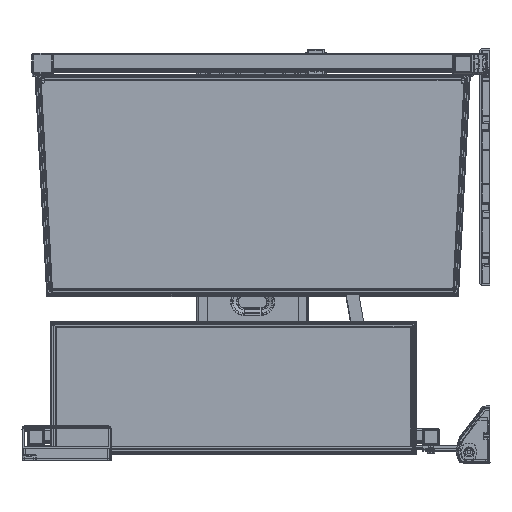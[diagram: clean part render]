
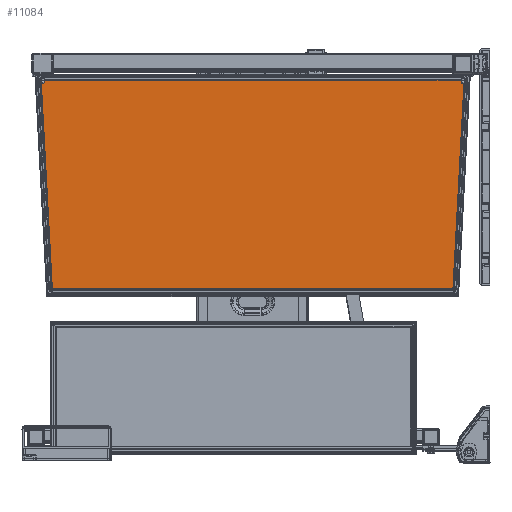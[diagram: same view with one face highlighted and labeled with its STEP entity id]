
A CAD part, top view. The second image highlights one B-rep face of the part: STEP entity #11084.
In plain terms, the highlighted planar face has unit normal (0, 0, 1).
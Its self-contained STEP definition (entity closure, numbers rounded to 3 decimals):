
#11084=ADVANCED_FACE('',(#23767),#23768,.T.);
#23767=FACE_OUTER_BOUND('',#40391,.T.);
#23768=PLANE('',#40392);
#40391=EDGE_LOOP('',(#70097,#70098,#70099,#70100));
#40392=AXIS2_PLACEMENT_3D('',#70101,#70102,#70103);
#70097=ORIENTED_EDGE('',*,*,#100817,.T.);
#70098=ORIENTED_EDGE('',*,*,#100819,.T.);
#70099=ORIENTED_EDGE('',*,*,#100820,.T.);
#70100=ORIENTED_EDGE('',*,*,#100821,.T.);
#70101=CARTESIAN_POINT('',(242.63,-61.798,1578.5));
#70102=DIRECTION('',(0.,0.,1.0));
#70103=DIRECTION('',(0.999,-0.053,0.));
#100817=EDGE_CURVE('',#120267,#120269,#120271,.T.);
#100819=EDGE_CURVE('',#120269,#120273,#120274,.T.);
#100820=EDGE_CURVE('',#120273,#120275,#120276,.T.);
#100821=EDGE_CURVE('',#120275,#120267,#120277,.T.);
#120267=VERTEX_POINT('',#147526);
#120269=VERTEX_POINT('',#147529);
#120271=LINE('',#147532,#147533);
#120273=VERTEX_POINT('',#147535);
#120274=LINE('',#147536,#147537);
#120275=VERTEX_POINT('',#147538);
#120276=LINE('',#147539,#147540);
#120277=LINE('',#147541,#147542);
#147526=CARTESIAN_POINT('',(-255.624,194.502,1578.5));
#147529=CARTESIAN_POINT('',(-241.966,-61.098,1578.5));
#147532=CARTESIAN_POINT('',(-240.549,-87.617,1578.5));
#147533=VECTOR('',#174257,1.0);
#147535=CARTESIAN_POINT('',(241.966,-61.098,1578.5));
#147536=CARTESIAN_POINT('',(242.63,-61.098,1578.5));
#147537=VECTOR('',#174258,1.0);
#147538=CARTESIAN_POINT('',(255.624,194.502,1578.5));
#147539=CARTESIAN_POINT('',(241.931,-61.761,1578.5));
#147540=VECTOR('',#174259,1.0);
#147541=CARTESIAN_POINT('',(242.63,194.502,1578.5));
#147542=VECTOR('',#174260,1.0);
#174257=DIRECTION('',(0.053,-0.999,0.));
#174258=DIRECTION('',(1.0,0.,0.));
#174259=DIRECTION('',(0.053,0.999,0.));
#174260=DIRECTION('',(-1.0,0.,0.));
